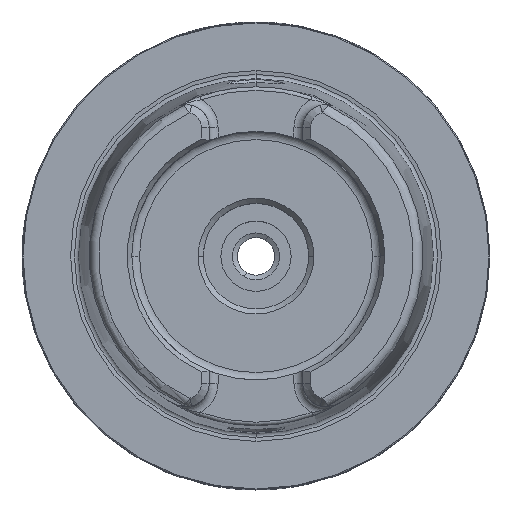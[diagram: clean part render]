
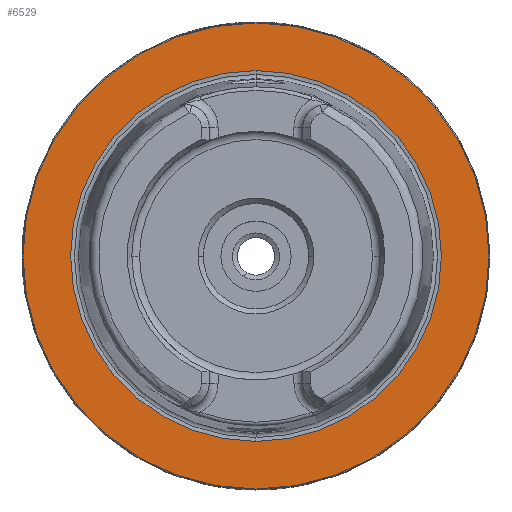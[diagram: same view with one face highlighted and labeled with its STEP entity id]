
A CAD part, top view. The second image highlights one B-rep face of the part: STEP entity #6529.
In plain terms, the highlighted planar face has unit normal (0, 0, 1).
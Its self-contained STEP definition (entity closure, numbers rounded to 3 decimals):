
#177 = DIRECTION ( 'NONE',  ( 0., 1., 0. ) ) ;
#1202 = VERTEX_POINT ( 'NONE', #7694 ) ;
#1609 = ORIENTED_EDGE ( 'NONE', *, *, #9487, .T. ) ;
#2868 = CARTESIAN_POINT ( 'NONE',  ( 0., 0., 0. ) ) ;
#3010 = CARTESIAN_POINT ( 'NONE',  ( 0., -49.765, 0. ) ) ;
#3481 = EDGE_CURVE ( 'NONE', #6021, #1202, #27572, .T. ) ;
#3879 = FACE_BOUND ( 'NONE', #7459, .T. ) ;
#3957 = AXIS2_PLACEMENT_3D ( 'NONE', #26666, #13383, #177 ) ;
#4724 = ORIENTED_EDGE ( 'NONE', *, *, #13508, .T. ) ;
#4832 = AXIS2_PLACEMENT_3D ( 'NONE', #2868, #18400, #5067 ) ;
#4855 = CARTESIAN_POINT ( 'NONE',  ( 0., 49.765, 0. ) ) ;
#5067 = DIRECTION ( 'NONE',  ( 0., 1., 0. ) ) ;
#6021 = VERTEX_POINT ( 'NONE', #13244 ) ;
#6429 = CARTESIAN_POINT ( 'NONE',  ( 0., 49.965, 0. ) ) ;
#6529 = ADVANCED_FACE ( 'NONE', ( #20207, #3879 ), #8573, .T. ) ;
#7459 = EDGE_LOOP ( 'NONE', ( #27706, #9136 ) ) ;
#7694 = CARTESIAN_POINT ( 'NONE',  ( 0., -39.59, 0. ) ) ;
#7730 = CARTESIAN_POINT ( 'NONE',  ( 0., 0., 0. ) ) ;
#7938 = CIRCLE ( 'NONE', #7991, 49.765 ) ;
#7991 = AXIS2_PLACEMENT_3D ( 'NONE', #7730, #23293, #9957 ) ;
#8573 = PLANE ( 'NONE',  #9255 ) ;
#8664 = DIRECTION ( 'NONE',  ( 0., -1., 0. ) ) ;
#9007 = CARTESIAN_POINT ( 'NONE',  ( 0., 0., 0. ) ) ;
#9136 = ORIENTED_EDGE ( 'NONE', *, *, #3481, .T. ) ;
#9255 = AXIS2_PLACEMENT_3D ( 'NONE', #6429, #21988, #8664 ) ;
#9487 = EDGE_CURVE ( 'NONE', #24471, #18012, #10014, .T. ) ;
#9957 = DIRECTION ( 'NONE',  ( 0., -1., 0. ) ) ;
#10014 = CIRCLE ( 'NONE', #12249, 49.765 ) ;
#11186 = DIRECTION ( 'NONE',  ( 0., -1., 0. ) ) ;
#12249 = AXIS2_PLACEMENT_3D ( 'NONE', #9007, #24556, #11186 ) ;
#13244 = CARTESIAN_POINT ( 'NONE',  ( 0., 39.59, 0. ) ) ;
#13383 = DIRECTION ( 'NONE',  ( 0., 0., -1. ) ) ;
#13508 = EDGE_CURVE ( 'NONE', #18012, #24471, #7938, .T. ) ;
#16907 = CIRCLE ( 'NONE', #3957, 39.59 ) ;
#18012 = VERTEX_POINT ( 'NONE', #3010 ) ;
#18400 = DIRECTION ( 'NONE',  ( 0., 0., -1. ) ) ;
#20207 = FACE_OUTER_BOUND ( 'NONE', #24560, .T. ) ;
#21988 = DIRECTION ( 'NONE',  ( 0., 0., 1. ) ) ;
#23293 = DIRECTION ( 'NONE',  ( 0., 0., 1. ) ) ;
#24423 = EDGE_CURVE ( 'NONE', #1202, #6021, #16907, .T. ) ;
#24471 = VERTEX_POINT ( 'NONE', #4855 ) ;
#24556 = DIRECTION ( 'NONE',  ( 0., 0., 1. ) ) ;
#24560 = EDGE_LOOP ( 'NONE', ( #4724, #1609 ) ) ;
#26666 = CARTESIAN_POINT ( 'NONE',  ( 0., 0., 0. ) ) ;
#27572 = CIRCLE ( 'NONE', #4832, 39.59 ) ;
#27706 = ORIENTED_EDGE ( 'NONE', *, *, #24423, .T. ) ;
